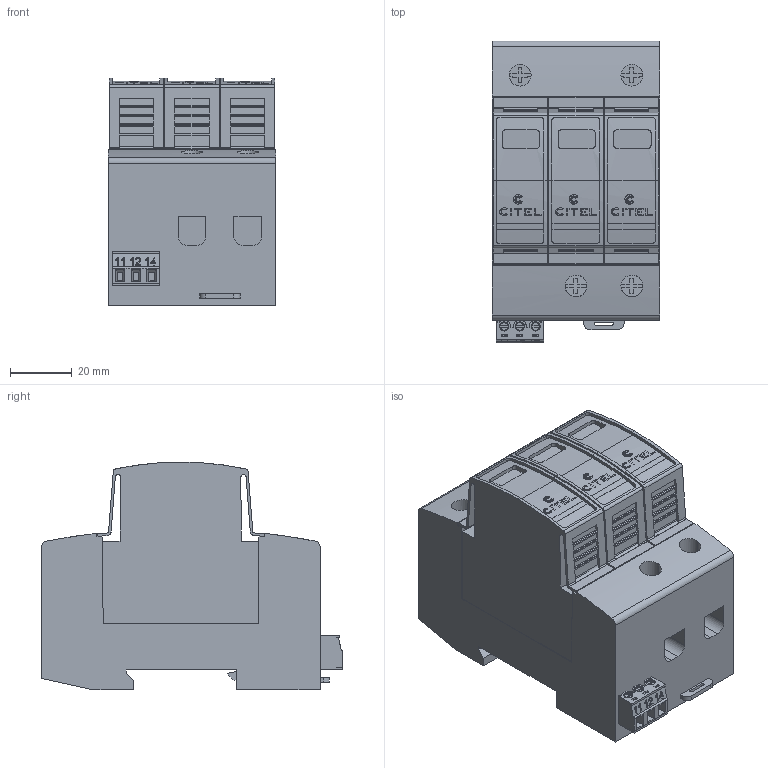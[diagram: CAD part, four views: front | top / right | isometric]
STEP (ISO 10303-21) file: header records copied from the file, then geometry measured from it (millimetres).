
FILE_DESCRIPTION(('STEP AP242'),'1');
FILE_NAME('ddc50s-21y-500.stp','2021-11-08T13:10:58',('TraceParts'),('TraceParts S.A.'),'Spatial InterOp 3D',' ',' ');
FILE_SCHEMA(('AP242_MANAGED_MODEL_BASED_3D_ENGINEERING_MIM_LF {1 0 10303 442 1 1 4}'));
Length unit declared in the file: millimetre
Products named in the file (1): ddc50s-21y-500
Bounding box: 54 x 97.3 x 73.5 mm (x, y, z)
Volume: 261834 mm3; surface area: 50763.2 mm2
Topology: 1 solids, 3 shells, 1422 faces, 4015 edges, 2660 vertices
Faces by surface type: plane 1090, cylinder 274, bspline 46, cone 12
Entity records: 56661 total; most frequent: CARTESIAN_POINT 12825, ORIENTED_EDGE 8030, DIRECTION 7161, EDGE_CURVE 4015, LINE 2963, VECTOR 2963, VERTEX_POINT 2660, AXIS2_PLACEMENT_3D 2099
